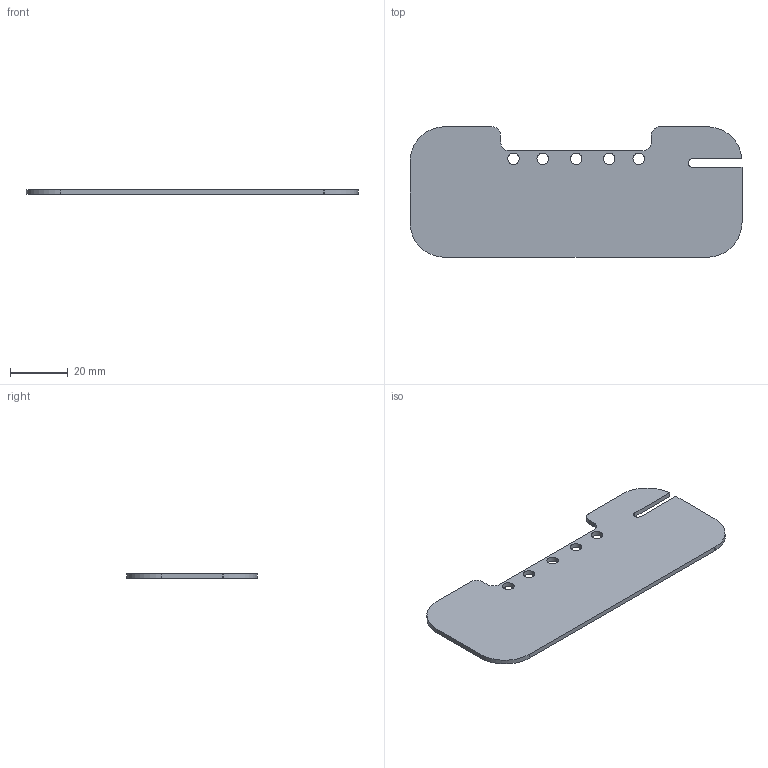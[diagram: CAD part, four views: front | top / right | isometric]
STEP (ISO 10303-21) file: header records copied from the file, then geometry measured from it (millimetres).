
FILE_DESCRIPTION(('KiCad electronic assembly'),'2;1');
FILE_NAME('slot-1.step','2025-01-30T13:51:47',('Pcbnew'),('Kicad'), 'Open CASCADE STEP processor 7.8','KiCad to STEP converter','Unknown' );
FILE_SCHEMA(('AUTOMOTIVE_DESIGN { 1 0 10303 214 1 1 1 1 }'));
Length unit declared in the file: millimetre
Products named in the file (2): slot-1 1; _autosave-slot-experiment_PCB
Assembly tree (1 placements, depth 2):
  slot-1 1
    _autosave-slot-experiment_PCB
Bounding box: 114.5 x 45 x 1.6 mm (x, y, z)
Volume: 7172.5 mm3; surface area: 9619 mm2
Topology: 1 solids, 1 shells, 36 faces, 102 edges, 68 vertices
Faces by surface type: plane 21, cylinder 15
Full cylindrical faces by diameter (mm): 4 x5
Entity records: 1233 total; most frequent: CARTESIAN_POINT 208, DIRECTION 208, ORIENTED_EDGE 204, EDGE_CURVE 102, LINE 72, VECTOR 72, AXIS2_PLACEMENT_3D 68, VERTEX_POINT 68
